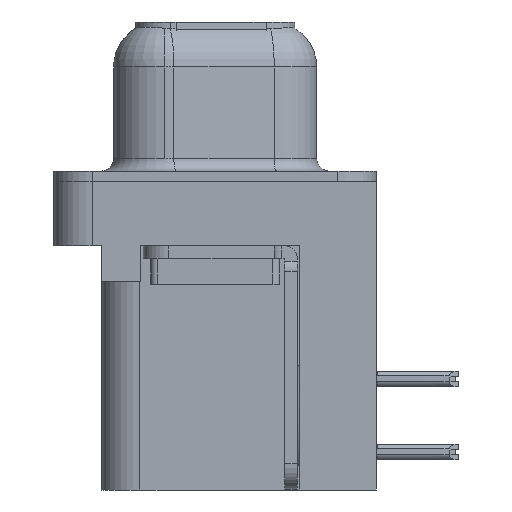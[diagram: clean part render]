
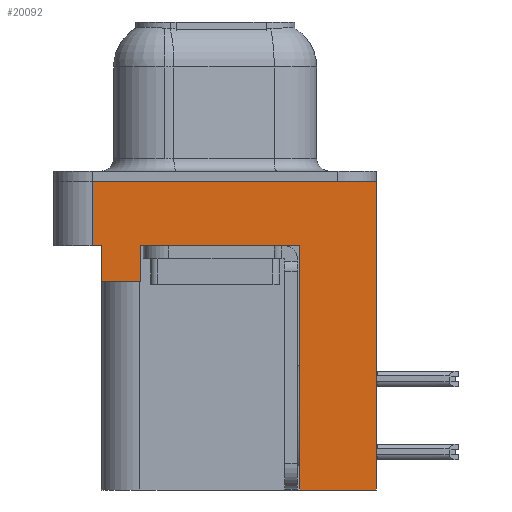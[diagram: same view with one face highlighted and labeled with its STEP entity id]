
A CAD part, left-side view. The second image highlights one B-rep face of the part: STEP entity #20092.
In plain terms, the highlighted planar face has unit normal (-1, 0, 0).
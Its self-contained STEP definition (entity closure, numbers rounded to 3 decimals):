
#607 = ORIENTED_EDGE ( 'NONE', *, *, #7717, .T. ) ;
#621 = CARTESIAN_POINT ( 'NONE',  ( -2.91, 2.895, -3.9 ) ) ;
#657 = LINE ( 'NONE', #21584, #15739 ) ;
#689 = EDGE_CURVE ( 'NONE', #8666, #22012, #6454, .T. ) ;
#1110 = CARTESIAN_POINT ( 'NONE',  ( -2.91, 4.425, -3.9 ) ) ;
#1191 = CARTESIAN_POINT ( 'NONE',  ( -2.91, -3.295, -12. ) ) ;
#1478 = CARTESIAN_POINT ( 'NONE',  ( -2.91, -6.275, -2.5 ) ) ;
#1931 = EDGE_CURVE ( 'NONE', #3237, #25101, #9175, .T. ) ;
#2285 = VERTEX_POINT ( 'NONE', #24182 ) ;
#2672 = DIRECTION ( 'NONE',  ( 0., 0., 1. ) ) ;
#2834 = VECTOR ( 'NONE', #6239, 1000. ) ;
#3237 = VERTEX_POINT ( 'NONE', #10173 ) ;
#5387 = ORIENTED_EDGE ( 'NONE', *, *, #19986, .F. ) ;
#5709 = CARTESIAN_POINT ( 'NONE',  ( -2.91, 4.425, -2.5 ) ) ;
#5792 = DIRECTION ( 'NONE',  ( 0., -1., 0. ) ) ;
#6239 = DIRECTION ( 'NONE',  ( 0., 0., 1. ) ) ;
#6340 = LINE ( 'NONE', #1191, #22940 ) ;
#6413 = VECTOR ( 'NONE', #22970, 1000. ) ;
#6417 = CARTESIAN_POINT ( 'NONE',  ( -2.91, 4.775, 0. ) ) ;
#6454 = LINE ( 'NONE', #10131, #18196 ) ;
#6671 = CARTESIAN_POINT ( 'NONE',  ( -2.91, -6.275, -2.5 ) ) ;
#6888 = VERTEX_POINT ( 'NONE', #6417 ) ;
#6908 = DIRECTION ( 'NONE',  ( 0., -1., 0. ) ) ;
#7376 = EDGE_CURVE ( 'NONE', #6888, #12230, #657, .T. ) ;
#7717 = EDGE_CURVE ( 'NONE', #16101, #22012, #9822, .T. ) ;
#7945 = LINE ( 'NONE', #6671, #8855 ) ;
#8144 = CARTESIAN_POINT ( 'NONE',  ( -2.91, -3.295, -2.5 ) ) ;
#8666 = VERTEX_POINT ( 'NONE', #18076 ) ;
#8741 = EDGE_CURVE ( 'NONE', #3237, #6888, #9482, .T. ) ;
#8779 = EDGE_CURVE ( 'NONE', #16451, #12230, #7945, .T. ) ;
#8855 = VECTOR ( 'NONE', #2672, 1000. ) ;
#8923 = EDGE_LOOP ( 'NONE', ( #19828, #12244, #19599, #5387, #24201, #18368, #607, #12778, #16610, #21987 ) ) ;
#9035 = DIRECTION ( 'NONE',  ( 0., 1., 0. ) ) ;
#9175 = LINE ( 'NONE', #15045, #21499 ) ;
#9247 = DIRECTION ( 'NONE',  ( -1., 0., 0. ) ) ;
#9482 = LINE ( 'NONE', #21999, #18746 ) ;
#9762 = CARTESIAN_POINT ( 'NONE',  ( -2.91, -6.275, -2.5 ) ) ;
#9822 = LINE ( 'NONE', #9762, #19085 ) ;
#10131 = CARTESIAN_POINT ( 'NONE',  ( -2.91, -3.295, -12. ) ) ;
#10173 = CARTESIAN_POINT ( 'NONE',  ( -2.91, 4.775, -2.5 ) ) ;
#10226 = DIRECTION ( 'NONE',  ( 0., 0., 1. ) ) ;
#10321 = CARTESIAN_POINT ( 'NONE',  ( -2.91, -6.275, 0. ) ) ;
#10516 = LINE ( 'NONE', #621, #2834 ) ;
#12230 = VERTEX_POINT ( 'NONE', #10321 ) ;
#12244 = ORIENTED_EDGE ( 'NONE', *, *, #8741, .F. ) ;
#12575 = FACE_OUTER_BOUND ( 'NONE', #8923, .T. ) ;
#12722 = CARTESIAN_POINT ( 'NONE',  ( -2.91, 4.425, -3.9 ) ) ;
#12778 = ORIENTED_EDGE ( 'NONE', *, *, #689, .F. ) ;
#13311 = DIRECTION ( 'NONE',  ( 0., 0., 1. ) ) ;
#15045 = CARTESIAN_POINT ( 'NONE',  ( -2.91, -6.275, -2.5 ) ) ;
#15739 = VECTOR ( 'NONE', #23308, 1000. ) ;
#16002 = DIRECTION ( 'NONE',  ( 0., 0., 1. ) ) ;
#16101 = VERTEX_POINT ( 'NONE', #24162 ) ;
#16451 = VERTEX_POINT ( 'NONE', #21901 ) ;
#16506 = EDGE_CURVE ( 'NONE', #2285, #16101, #10516, .T. ) ;
#16610 = ORIENTED_EDGE ( 'NONE', *, *, #20733, .F. ) ;
#17277 = PLANE ( 'NONE',  #20988 ) ;
#17809 = VECTOR ( 'NONE', #18673, 1000. ) ;
#18076 = CARTESIAN_POINT ( 'NONE',  ( -2.91, -3.295, -12. ) ) ;
#18196 = VECTOR ( 'NONE', #16002, 1000. ) ;
#18368 = ORIENTED_EDGE ( 'NONE', *, *, #16506, .T. ) ;
#18673 = DIRECTION ( 'NONE',  ( 0., 0., 1. ) ) ;
#18746 = VECTOR ( 'NONE', #10226, 1000. ) ;
#18780 = EDGE_CURVE ( 'NONE', #2285, #20202, #19066, .T. ) ;
#19066 = LINE ( 'NONE', #1110, #6413 ) ;
#19085 = VECTOR ( 'NONE', #5792, 1000. ) ;
#19356 = CARTESIAN_POINT ( 'NONE',  ( -2.91, 4.425, -3.9 ) ) ;
#19599 = ORIENTED_EDGE ( 'NONE', *, *, #1931, .T. ) ;
#19828 = ORIENTED_EDGE ( 'NONE', *, *, #7376, .F. ) ;
#19986 = EDGE_CURVE ( 'NONE', #20202, #25101, #22668, .T. ) ;
#20092 = ADVANCED_FACE ( 'NONE', ( #12575 ), #17277, .T. ) ;
#20202 = VERTEX_POINT ( 'NONE', #19356 ) ;
#20733 = EDGE_CURVE ( 'NONE', #16451, #8666, #6340, .T. ) ;
#20988 = AXIS2_PLACEMENT_3D ( 'NONE', #1478, #9247, #13311 ) ;
#21499 = VECTOR ( 'NONE', #6908, 1000. ) ;
#21584 = CARTESIAN_POINT ( 'NONE',  ( -2.91, -6.275, 0. ) ) ;
#21901 = CARTESIAN_POINT ( 'NONE',  ( -2.91, -6.275, -12. ) ) ;
#21987 = ORIENTED_EDGE ( 'NONE', *, *, #8779, .T. ) ;
#21999 = CARTESIAN_POINT ( 'NONE',  ( -2.91, 4.775, -2.5 ) ) ;
#22012 = VERTEX_POINT ( 'NONE', #8144 ) ;
#22668 = LINE ( 'NONE', #12722, #17809 ) ;
#22940 = VECTOR ( 'NONE', #9035, 1000. ) ;
#22970 = DIRECTION ( 'NONE',  ( 0., 1., 0. ) ) ;
#23308 = DIRECTION ( 'NONE',  ( 0., -1., 0. ) ) ;
#24162 = CARTESIAN_POINT ( 'NONE',  ( -2.91, 2.895, -2.5 ) ) ;
#24182 = CARTESIAN_POINT ( 'NONE',  ( -2.91, 2.895, -3.9 ) ) ;
#24201 = ORIENTED_EDGE ( 'NONE', *, *, #18780, .F. ) ;
#25101 = VERTEX_POINT ( 'NONE', #5709 ) ;
